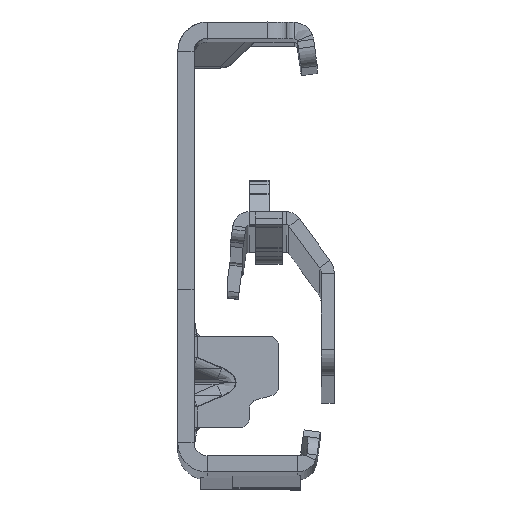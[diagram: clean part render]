
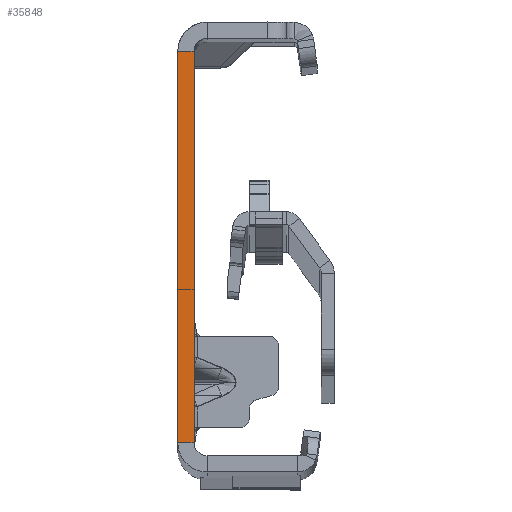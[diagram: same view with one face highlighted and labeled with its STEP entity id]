
A CAD part, top view. The second image highlights one B-rep face of the part: STEP entity #35848.
In plain terms, the highlighted planar face has unit normal (0, 0, 1).
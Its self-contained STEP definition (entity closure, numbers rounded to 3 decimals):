
#5098 = CARTESIAN_POINT ( 'NONE',  ( -2.5, -32., 0. ) ) ;
#8321 = CARTESIAN_POINT ( 'NONE',  ( 0., -30., 0. ) ) ;
#11965 = CARTESIAN_POINT ( 'NONE',  ( -2.5, -32., 0. ) ) ;
#11998 = VERTEX_POINT ( 'NONE', #21032 ) ;
#12091 = LINE ( 'NONE', #5098, #30448 ) ;
#14701 = CARTESIAN_POINT ( 'NONE',  ( 0., 30., 0. ) ) ;
#14899 = VERTEX_POINT ( 'NONE', #38530 ) ;
#14912 = EDGE_CURVE ( 'NONE', #14899, #23422, #12091, .T. ) ;
#15688 = ORIENTED_EDGE ( 'NONE', *, *, #20588, .T. ) ;
#16068 = LINE ( 'NONE', #8321, #34896 ) ;
#16385 = VECTOR ( 'NONE', #48765, 1000. ) ;
#18861 = LINE ( 'NONE', #45077, #48367 ) ;
#20588 = EDGE_CURVE ( 'NONE', #31170, #14899, #33557, .T. ) ;
#21032 = CARTESIAN_POINT ( 'NONE',  ( 0., -30., 0. ) ) ;
#23040 = EDGE_LOOP ( 'NONE', ( #48358, #15688, #37764, #29520 ) ) ;
#23232 = DIRECTION ( 'NONE',  ( 0., 0., 1. ) ) ;
#23422 = VERTEX_POINT ( 'NONE', #48066 ) ;
#26721 = FACE_OUTER_BOUND ( 'NONE', #23040, .T. ) ;
#29520 = ORIENTED_EDGE ( 'NONE', *, *, #49403, .F. ) ;
#30448 = VECTOR ( 'NONE', #31074, 1000. ) ;
#31074 = DIRECTION ( 'NONE',  ( 0., -1., 0. ) ) ;
#31170 = VERTEX_POINT ( 'NONE', #14701 ) ;
#33557 = LINE ( 'NONE', #37516, #16385 ) ;
#34446 = PLANE ( 'NONE',  #47771 ) ;
#34896 = VECTOR ( 'NONE', #43247, 1000. ) ;
#35848 = ADVANCED_FACE ( 'NONE', ( #26721 ), #34446, .T. ) ;
#37516 = CARTESIAN_POINT ( 'NONE',  ( 0., 30., 0. ) ) ;
#37764 = ORIENTED_EDGE ( 'NONE', *, *, #14912, .T. ) ;
#38080 = DIRECTION ( 'NONE',  ( 0., -1., 0. ) ) ;
#38530 = CARTESIAN_POINT ( 'NONE',  ( -2.5, 30., 0. ) ) ;
#41755 = EDGE_CURVE ( 'NONE', #31170, #11998, #18861, .T. ) ;
#41906 = DIRECTION ( 'NONE',  ( 1., 0., 0. ) ) ;
#43247 = DIRECTION ( 'NONE',  ( -1., 0., 0. ) ) ;
#45077 = CARTESIAN_POINT ( 'NONE',  ( 0., -32., 0. ) ) ;
#47771 = AXIS2_PLACEMENT_3D ( 'NONE', #11965, #23232, #41906 ) ;
#48066 = CARTESIAN_POINT ( 'NONE',  ( -2.5, -30., 0. ) ) ;
#48358 = ORIENTED_EDGE ( 'NONE', *, *, #41755, .F. ) ;
#48367 = VECTOR ( 'NONE', #38080, 1000. ) ;
#48765 = DIRECTION ( 'NONE',  ( -1., 0., 0. ) ) ;
#49403 = EDGE_CURVE ( 'NONE', #11998, #23422, #16068, .T. ) ;
